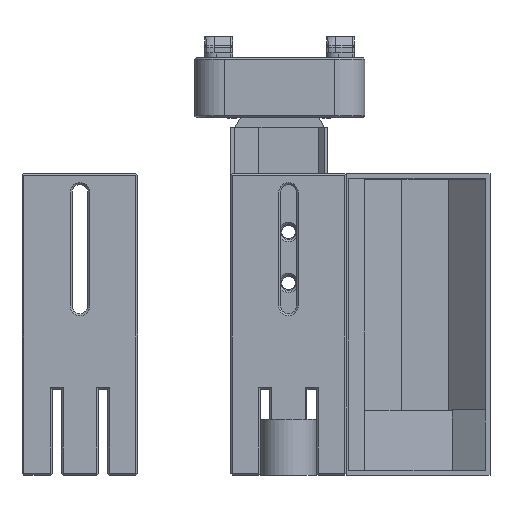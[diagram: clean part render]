
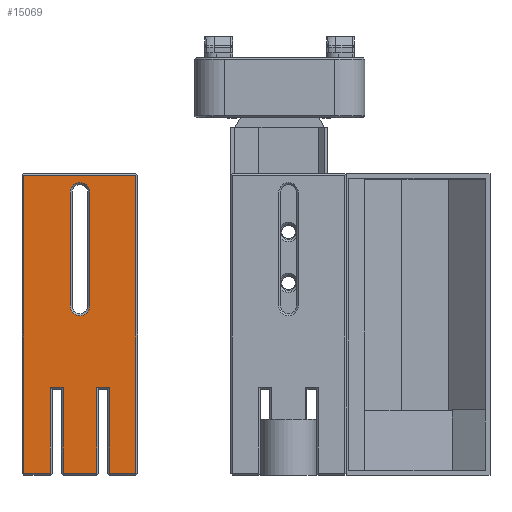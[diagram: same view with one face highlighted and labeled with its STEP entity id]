
A CAD part, top view. The second image highlights one B-rep face of the part: STEP entity #15069.
In plain terms, the highlighted planar face has unit normal (0, 0, 1).
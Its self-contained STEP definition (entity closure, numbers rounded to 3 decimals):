
#1144=FACE_BOUND('',#3445,.T.);
#1603=CIRCLE('',#16354,2.1);
#1604=CIRCLE('',#16355,2.1);
#2535=FACE_OUTER_BOUND('',#3444,.T.);
#3444=EDGE_LOOP('',(#13537,#13538,#13539,#13540,#13541,#13542,#13543,#13544,
#13545,#13546,#13547,#13548));
#3445=EDGE_LOOP('',(#13549,#13550,#13551,#13552));
#4472=LINE('',#40757,#5594);
#4480=LINE('',#40773,#5602);
#4481=LINE('',#40775,#5603);
#4482=LINE('',#40777,#5604);
#4483=LINE('',#40779,#5605);
#4484=LINE('',#40781,#5606);
#4485=LINE('',#40783,#5607);
#4486=LINE('',#40785,#5608);
#4487=LINE('',#40787,#5609);
#4488=LINE('',#40789,#5610);
#4489=LINE('',#40791,#5611);
#4490=LINE('',#40792,#5612);
#4491=LINE('',#40795,#5613);
#4492=LINE('',#40799,#5614);
#5594=VECTOR('',#19644,10.);
#5602=VECTOR('',#19660,10.);
#5603=VECTOR('',#19661,10.);
#5604=VECTOR('',#19662,10.);
#5605=VECTOR('',#19663,10.);
#5606=VECTOR('',#19664,10.);
#5607=VECTOR('',#19665,10.);
#5608=VECTOR('',#19666,10.);
#5609=VECTOR('',#19667,10.);
#5610=VECTOR('',#19668,10.);
#5611=VECTOR('',#19669,10.);
#5612=VECTOR('',#19670,10.);
#5613=VECTOR('',#19671,10.);
#5614=VECTOR('',#19674,10.);
#7095=VERTEX_POINT('',#40749);
#7097=VERTEX_POINT('',#40755);
#7101=VERTEX_POINT('',#40772);
#7102=VERTEX_POINT('',#40774);
#7103=VERTEX_POINT('',#40776);
#7104=VERTEX_POINT('',#40778);
#7105=VERTEX_POINT('',#40780);
#7106=VERTEX_POINT('',#40782);
#7107=VERTEX_POINT('',#40784);
#7108=VERTEX_POINT('',#40786);
#7109=VERTEX_POINT('',#40788);
#7110=VERTEX_POINT('',#40790);
#7111=VERTEX_POINT('',#40793);
#7112=VERTEX_POINT('',#40794);
#7113=VERTEX_POINT('',#40796);
#7114=VERTEX_POINT('',#40798);
#9259=EDGE_CURVE('',#7097,#7095,#4472,.T.);
#9267=EDGE_CURVE('',#7101,#7097,#4480,.T.);
#9268=EDGE_CURVE('',#7102,#7101,#4481,.T.);
#9269=EDGE_CURVE('',#7103,#7102,#4482,.T.);
#9270=EDGE_CURVE('',#7104,#7103,#4483,.T.);
#9271=EDGE_CURVE('',#7105,#7104,#4484,.T.);
#9272=EDGE_CURVE('',#7106,#7105,#4485,.T.);
#9273=EDGE_CURVE('',#7107,#7106,#4486,.T.);
#9274=EDGE_CURVE('',#7108,#7107,#4487,.T.);
#9275=EDGE_CURVE('',#7109,#7108,#4488,.T.);
#9276=EDGE_CURVE('',#7110,#7109,#4489,.T.);
#9277=EDGE_CURVE('',#7095,#7110,#4490,.T.);
#9278=EDGE_CURVE('',#7111,#7112,#4491,.T.);
#9279=EDGE_CURVE('',#7113,#7111,#1603,.T.);
#9280=EDGE_CURVE('',#7114,#7113,#4492,.T.);
#9281=EDGE_CURVE('',#7112,#7114,#1604,.T.);
#13537=ORIENTED_EDGE('',*,*,#9267,.F.);
#13538=ORIENTED_EDGE('',*,*,#9268,.F.);
#13539=ORIENTED_EDGE('',*,*,#9269,.F.);
#13540=ORIENTED_EDGE('',*,*,#9270,.F.);
#13541=ORIENTED_EDGE('',*,*,#9271,.F.);
#13542=ORIENTED_EDGE('',*,*,#9272,.F.);
#13543=ORIENTED_EDGE('',*,*,#9273,.F.);
#13544=ORIENTED_EDGE('',*,*,#9274,.F.);
#13545=ORIENTED_EDGE('',*,*,#9275,.F.);
#13546=ORIENTED_EDGE('',*,*,#9276,.F.);
#13547=ORIENTED_EDGE('',*,*,#9277,.F.);
#13548=ORIENTED_EDGE('',*,*,#9259,.F.);
#13549=ORIENTED_EDGE('',*,*,#9278,.F.);
#13550=ORIENTED_EDGE('',*,*,#9279,.F.);
#13551=ORIENTED_EDGE('',*,*,#9280,.F.);
#13552=ORIENTED_EDGE('',*,*,#9281,.F.);
#14225=PLANE('',#16353);
#15069=ADVANCED_FACE('',(#2535,#1144),#14225,.F.);
#16353=AXIS2_PLACEMENT_3D('',#40771,#19658,#19659);
#16354=AXIS2_PLACEMENT_3D('',#40797,#19672,#19673);
#16355=AXIS2_PLACEMENT_3D('',#40800,#19675,#19676);
#19644=DIRECTION('',(0.,-1.,0.));
#19658=DIRECTION('center_axis',(0.,0.,-1.));
#19659=DIRECTION('ref_axis',(-1.,0.,0.));
#19660=DIRECTION('',(1.,0.,0.));
#19661=DIRECTION('',(0.,1.,0.));
#19662=DIRECTION('',(-1.,0.,0.));
#19663=DIRECTION('',(0.,-1.,0.));
#19664=DIRECTION('',(-1.,0.,0.));
#19665=DIRECTION('',(0.,1.,0.));
#19666=DIRECTION('',(-1.,0.,0.));
#19667=DIRECTION('',(0.,-1.,0.));
#19668=DIRECTION('',(-1.,0.,0.));
#19669=DIRECTION('',(0.,1.,0.));
#19670=DIRECTION('',(-1.,0.,0.));
#19671=DIRECTION('',(0.,1.,0.));
#19672=DIRECTION('center_axis',(0.,0.,1.));
#19673=DIRECTION('ref_axis',(1.,0.,0.));
#19674=DIRECTION('',(0.,-1.,0.));
#19675=DIRECTION('center_axis',(0.,0.,1.));
#19676=DIRECTION('ref_axis',(1.,0.,0.));
#40749=CARTESIAN_POINT('',(-20.4,2.4,-4.));
#40755=CARTESIAN_POINT('',(-20.4,66.6,-4.));
#40757=CARTESIAN_POINT('',(-20.4,0.,-4.));
#40771=CARTESIAN_POINT('Origin',(-36.5,0.,-4.));
#40772=CARTESIAN_POINT('',(-44.6,66.6,-4.));
#40773=CARTESIAN_POINT('',(-34.5,66.6,-4.));
#40774=CARTESIAN_POINT('',(-44.6,2.4,-4.));
#40775=CARTESIAN_POINT('',(-44.6,17.25,-4.));
#40776=CARTESIAN_POINT('',(-38.9,2.4,-4.));
#40777=CARTESIAN_POINT('',(-34.5,2.4,-4.));
#40778=CARTESIAN_POINT('',(-38.9,20.9,-4.));
#40779=CARTESIAN_POINT('',(-38.9,1.,-4.));
#40780=CARTESIAN_POINT('',(-36.1,20.9,-4.));
#40781=CARTESIAN_POINT('',(-37.,20.9,-4.));
#40782=CARTESIAN_POINT('',(-36.1,2.4,-4.));
#40783=CARTESIAN_POINT('',(-36.1,1.,-4.));
#40784=CARTESIAN_POINT('',(-28.9,2.4,-4.));
#40785=CARTESIAN_POINT('',(-34.5,2.4,-4.));
#40786=CARTESIAN_POINT('',(-28.9,20.9,-4.));
#40787=CARTESIAN_POINT('',(-28.9,1.,-4.));
#40788=CARTESIAN_POINT('',(-26.1,20.9,-4.));
#40789=CARTESIAN_POINT('',(-32.,20.9,-4.));
#40790=CARTESIAN_POINT('',(-26.1,2.4,-4.));
#40791=CARTESIAN_POINT('',(-26.1,1.,-4.));
#40792=CARTESIAN_POINT('',(-34.5,2.4,-4.));
#40793=CARTESIAN_POINT('',(-30.4,38.5,-4.));
#40794=CARTESIAN_POINT('',(-30.4,63.,-4.));
#40795=CARTESIAN_POINT('',(-30.4,19.25,-4.));
#40796=CARTESIAN_POINT('',(-34.6,38.5,-4.));
#40797=CARTESIAN_POINT('Origin',(-32.5,38.5,-4.));
#40798=CARTESIAN_POINT('',(-34.6,63.,-4.));
#40799=CARTESIAN_POINT('',(-34.6,36.,-4.));
#40800=CARTESIAN_POINT('Origin',(-32.5,63.,-4.));
